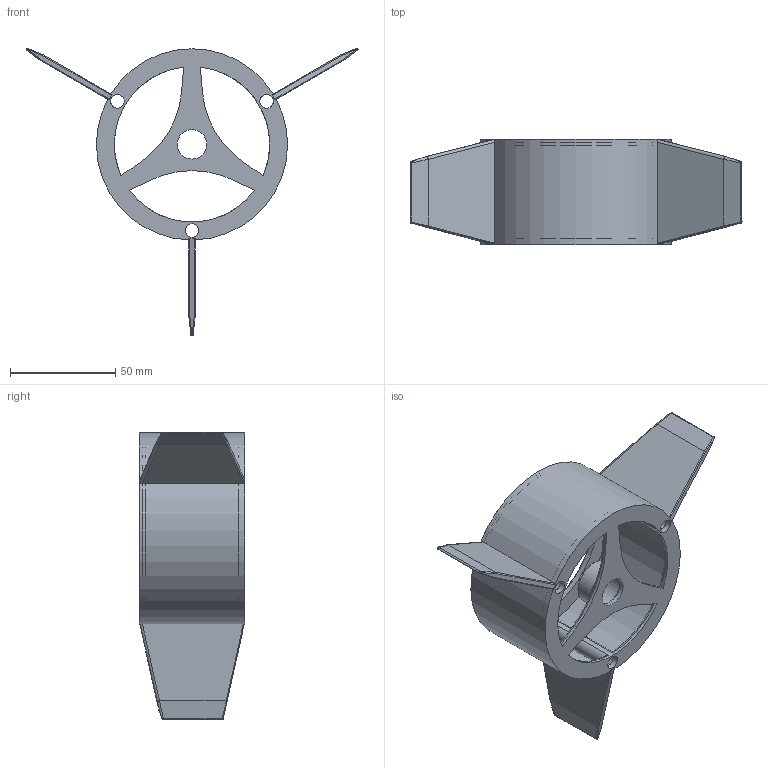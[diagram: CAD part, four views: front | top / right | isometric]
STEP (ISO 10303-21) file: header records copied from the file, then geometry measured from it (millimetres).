
FILE_DESCRIPTION(/* description */ (''),/* implementation_level */ '2;1');
FILE_NAME(/* name */ 'DownHolder v3.step',/* time_stamp */ '2023-09-28T22:49:38-04:00',/* author */ (''),/* organization */ (''),/* preprocessor_version */ 'ST-DEVELOPER v20',/* originating_system */ 'Autodesk Translation Framework v12.14.0.127',/* authorisation */ '');
FILE_SCHEMA (('AUTOMOTIVE_DESIGN { 1 0 10303 214 3 1 1 }'));
Length unit declared in the file: millimetre
Products named in the file (1): DownHolder
Bounding box: 158.04 x 50 x 137 mm (x, y, z)
Volume: 40441.8 mm3; surface area: 58743.2 mm2
Topology: 1 solids, 1 shells, 171 faces, 459 edges, 265 vertices
Faces by surface type: plane 79, cylinder 59, torus 18, bspline 15
Full cylindrical faces by diameter (mm): 6.55 x6, 7.05 x3, 14 x1, 17.9 x1, 20.9 x1, 74 x1
Entity records: 6000 total; most frequent: CARTESIAN_POINT 1738, ORIENTED_EDGE 912, DIRECTION 873, EDGE_CURVE 456, AXIS2_PLACEMENT_3D 326, VERTEX_POINT 265, LINE 221, VECTOR 221
